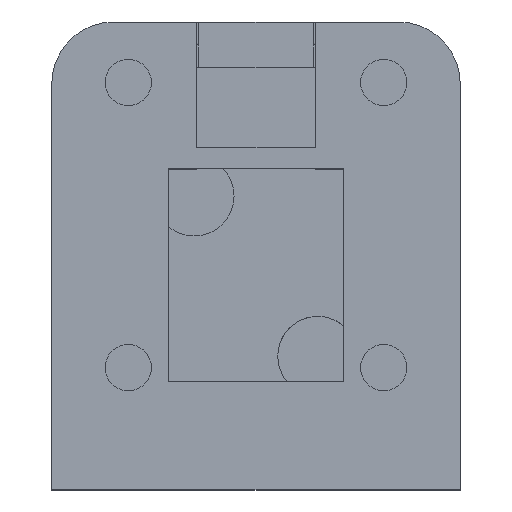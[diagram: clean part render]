
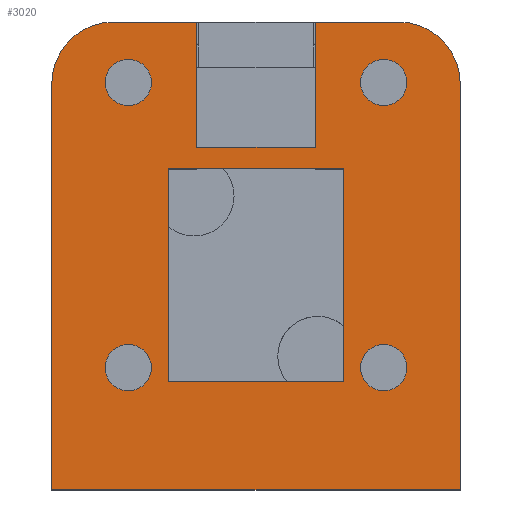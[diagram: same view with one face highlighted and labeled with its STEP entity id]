
A CAD part, top view. The second image highlights one B-rep face of the part: STEP entity #3020.
In plain terms, the highlighted planar face has unit normal (0, 0, 1).
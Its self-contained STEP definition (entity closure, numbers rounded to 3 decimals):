
#87=FACE_BOUND('',#469,.T.);
#88=FACE_BOUND('',#470,.T.);
#89=FACE_BOUND('',#471,.T.);
#90=FACE_BOUND('',#472,.T.);
#91=FACE_BOUND('',#473,.T.);
#161=CIRCLE('',#3283,2.7);
#162=CIRCLE('',#3284,2.7);
#163=CIRCLE('',#3285,1.015);
#164=CIRCLE('',#3286,1.015);
#165=CIRCLE('',#3287,1.015);
#166=CIRCLE('',#3288,1.015);
#298=FACE_OUTER_BOUND('',#468,.T.);
#468=EDGE_LOOP('',(#2564,#2565,#2566,#2567,#2568,#2569,#2570,#2571,#2572,
#2573));
#469=EDGE_LOOP('',(#2574,#2575,#2576,#2577));
#470=EDGE_LOOP('',(#2578));
#471=EDGE_LOOP('',(#2579));
#472=EDGE_LOOP('',(#2580));
#473=EDGE_LOOP('',(#2581));
#739=LINE('',#4739,#1089);
#785=LINE('',#4879,#1135);
#791=LINE('',#4891,#1141);
#793=LINE('',#4895,#1143);
#794=LINE('',#4897,#1144);
#795=LINE('',#4900,#1145);
#796=LINE('',#4902,#1146);
#797=LINE('',#4905,#1147);
#798=LINE('',#4908,#1148);
#799=LINE('',#4910,#1149);
#800=LINE('',#4912,#1150);
#801=LINE('',#4913,#1151);
#1089=VECTOR('',#3852,10.);
#1135=VECTOR('',#4000,10.);
#1141=VECTOR('',#4008,10.);
#1143=VECTOR('',#4012,10.);
#1144=VECTOR('',#4013,10.);
#1145=VECTOR('',#4016,10.);
#1146=VECTOR('',#4017,10.);
#1147=VECTOR('',#4020,10.);
#1148=VECTOR('',#4021,10.);
#1149=VECTOR('',#4022,10.);
#1150=VECTOR('',#4023,10.);
#1151=VECTOR('',#4024,10.);
#1387=VERTEX_POINT('',#4736);
#1388=VERTEX_POINT('',#4738);
#1430=VERTEX_POINT('',#4876);
#1431=VERTEX_POINT('',#4878);
#1436=VERTEX_POINT('',#4890);
#1437=VERTEX_POINT('',#4894);
#1438=VERTEX_POINT('',#4896);
#1439=VERTEX_POINT('',#4899);
#1440=VERTEX_POINT('',#4901);
#1441=VERTEX_POINT('',#4903);
#1442=VERTEX_POINT('',#4906);
#1443=VERTEX_POINT('',#4907);
#1444=VERTEX_POINT('',#4909);
#1445=VERTEX_POINT('',#4911);
#1446=VERTEX_POINT('',#4914);
#1447=VERTEX_POINT('',#4916);
#1448=VERTEX_POINT('',#4918);
#1449=VERTEX_POINT('',#4920);
#1754=EDGE_CURVE('',#1387,#1388,#739,.T.);
#1825=EDGE_CURVE('',#1431,#1430,#785,.T.);
#1831=EDGE_CURVE('',#1436,#1431,#791,.T.);
#1833=EDGE_CURVE('',#1437,#1436,#793,.T.);
#1834=EDGE_CURVE('',#1438,#1430,#794,.T.);
#1835=EDGE_CURVE('',#1438,#1388,#161,.T.);
#1836=EDGE_CURVE('',#1439,#1387,#795,.T.);
#1837=EDGE_CURVE('',#1440,#1439,#796,.T.);
#1838=EDGE_CURVE('',#1440,#1441,#162,.T.);
#1839=EDGE_CURVE('',#1437,#1441,#797,.T.);
#1840=EDGE_CURVE('',#1442,#1443,#798,.T.);
#1841=EDGE_CURVE('',#1443,#1444,#799,.T.);
#1842=EDGE_CURVE('',#1444,#1445,#800,.T.);
#1843=EDGE_CURVE('',#1445,#1442,#801,.T.);
#1844=EDGE_CURVE('',#1446,#1446,#163,.T.);
#1845=EDGE_CURVE('',#1447,#1447,#164,.T.);
#1846=EDGE_CURVE('',#1448,#1448,#165,.T.);
#1847=EDGE_CURVE('',#1449,#1449,#166,.T.);
#2564=ORIENTED_EDGE('',*,*,#1833,.T.);
#2565=ORIENTED_EDGE('',*,*,#1831,.T.);
#2566=ORIENTED_EDGE('',*,*,#1825,.T.);
#2567=ORIENTED_EDGE('',*,*,#1834,.F.);
#2568=ORIENTED_EDGE('',*,*,#1835,.T.);
#2569=ORIENTED_EDGE('',*,*,#1754,.F.);
#2570=ORIENTED_EDGE('',*,*,#1836,.F.);
#2571=ORIENTED_EDGE('',*,*,#1837,.F.);
#2572=ORIENTED_EDGE('',*,*,#1838,.T.);
#2573=ORIENTED_EDGE('',*,*,#1839,.F.);
#2574=ORIENTED_EDGE('',*,*,#1840,.T.);
#2575=ORIENTED_EDGE('',*,*,#1841,.T.);
#2576=ORIENTED_EDGE('',*,*,#1842,.T.);
#2577=ORIENTED_EDGE('',*,*,#1843,.T.);
#2578=ORIENTED_EDGE('',*,*,#1844,.T.);
#2579=ORIENTED_EDGE('',*,*,#1845,.T.);
#2580=ORIENTED_EDGE('',*,*,#1846,.T.);
#2581=ORIENTED_EDGE('',*,*,#1847,.T.);
#2865=PLANE('',#3282);
#3020=ADVANCED_FACE('',(#298,#87,#88,#89,#90,#91),#2865,.T.);
#3282=AXIS2_PLACEMENT_3D('',#4893,#4010,#4011);
#3283=AXIS2_PLACEMENT_3D('',#4898,#4014,#4015);
#3284=AXIS2_PLACEMENT_3D('',#4904,#4018,#4019);
#3285=AXIS2_PLACEMENT_3D('',#4915,#4025,#4026);
#3286=AXIS2_PLACEMENT_3D('',#4917,#4027,#4028);
#3287=AXIS2_PLACEMENT_3D('',#4919,#4029,#4030);
#3288=AXIS2_PLACEMENT_3D('',#4921,#4031,#4032);
#3852=DIRECTION('',(0.,1.,0.));
#4000=DIRECTION('',(0.,1.,0.));
#4008=DIRECTION('',(-1.,0.,0.));
#4010=DIRECTION('center_axis',(0.,0.,1.));
#4011=DIRECTION('ref_axis',(-1.,0.,0.));
#4012=DIRECTION('',(0.,-1.,0.));
#4013=DIRECTION('',(1.,0.,0.));
#4014=DIRECTION('center_axis',(0.,0.,1.));
#4015=DIRECTION('ref_axis',(0.,1.,0.));
#4016=DIRECTION('',(-1.,0.,0.));
#4017=DIRECTION('',(0.,-1.,0.));
#4018=DIRECTION('center_axis',(0.,0.,1.));
#4019=DIRECTION('ref_axis',(1.,0.,0.));
#4020=DIRECTION('',(1.,0.,0.));
#4021=DIRECTION('',(1.,0.,0.));
#4022=DIRECTION('',(0.,-1.,0.));
#4023=DIRECTION('',(-1.,0.,0.));
#4024=DIRECTION('',(0.,1.,0.));
#4025=DIRECTION('center_axis',(0.,0.,-1.));
#4026=DIRECTION('ref_axis',(1.,0.,0.));
#4027=DIRECTION('center_axis',(0.,0.,-1.));
#4028=DIRECTION('ref_axis',(1.,0.,0.));
#4029=DIRECTION('center_axis',(0.,0.,-1.));
#4030=DIRECTION('ref_axis',(1.,0.,0.));
#4031=DIRECTION('center_axis',(0.,0.,-1.));
#4032=DIRECTION('ref_axis',(1.,0.,0.));
#4736=CARTESIAN_POINT('',(-8.95,-11.6,5.9));
#4738=CARTESIAN_POINT('',(-8.95,6.2,5.9));
#4739=CARTESIAN_POINT('',(-8.95,-11.6,5.9));
#4876=CARTESIAN_POINT('',(-2.6,8.9,5.9));
#4878=CARTESIAN_POINT('',(-2.6,3.4,5.9));
#4879=CARTESIAN_POINT('',(-2.6,1.025,5.9));
#4890=CARTESIAN_POINT('',(2.6,3.4,5.9));
#4891=CARTESIAN_POINT('',(1.3,3.4,5.9));
#4893=CARTESIAN_POINT('Origin',(0.,-1.35,5.9));
#4894=CARTESIAN_POINT('',(2.6,8.9,5.9));
#4895=CARTESIAN_POINT('',(2.6,3.775,5.9));
#4896=CARTESIAN_POINT('',(-6.25,8.9,5.9));
#4897=CARTESIAN_POINT('',(-6.25,8.9,5.9));
#4898=CARTESIAN_POINT('Origin',(-6.25,6.2,5.9));
#4899=CARTESIAN_POINT('',(8.95,-11.6,5.9));
#4900=CARTESIAN_POINT('',(8.95,-11.6,5.9));
#4901=CARTESIAN_POINT('',(8.95,6.2,5.9));
#4902=CARTESIAN_POINT('',(8.95,6.2,5.9));
#4903=CARTESIAN_POINT('',(6.25,8.9,5.9));
#4904=CARTESIAN_POINT('Origin',(6.25,6.2,5.9));
#4905=CARTESIAN_POINT('',(-6.25,8.9,5.9));
#4906=CARTESIAN_POINT('',(-3.845,2.461,5.9));
#4907=CARTESIAN_POINT('',(3.855,2.461,5.9));
#4908=CARTESIAN_POINT('',(-3.845,2.461,5.9));
#4909=CARTESIAN_POINT('',(3.855,-6.839,5.9));
#4910=CARTESIAN_POINT('',(3.855,2.461,5.9));
#4911=CARTESIAN_POINT('',(-3.845,-6.839,5.9));
#4912=CARTESIAN_POINT('',(3.855,-6.839,5.9));
#4913=CARTESIAN_POINT('',(-3.845,-6.839,5.9));
#4914=CARTESIAN_POINT('',(4.585,-6.25,5.9));
#4915=CARTESIAN_POINT('Origin',(5.6,-6.25,5.9));
#4916=CARTESIAN_POINT('',(4.585,6.25,5.9));
#4917=CARTESIAN_POINT('Origin',(5.6,6.25,5.9));
#4918=CARTESIAN_POINT('',(-6.615,-6.25,5.9));
#4919=CARTESIAN_POINT('Origin',(-5.6,-6.25,5.9));
#4920=CARTESIAN_POINT('',(-6.615,6.25,5.9));
#4921=CARTESIAN_POINT('Origin',(-5.6,6.25,5.9));
